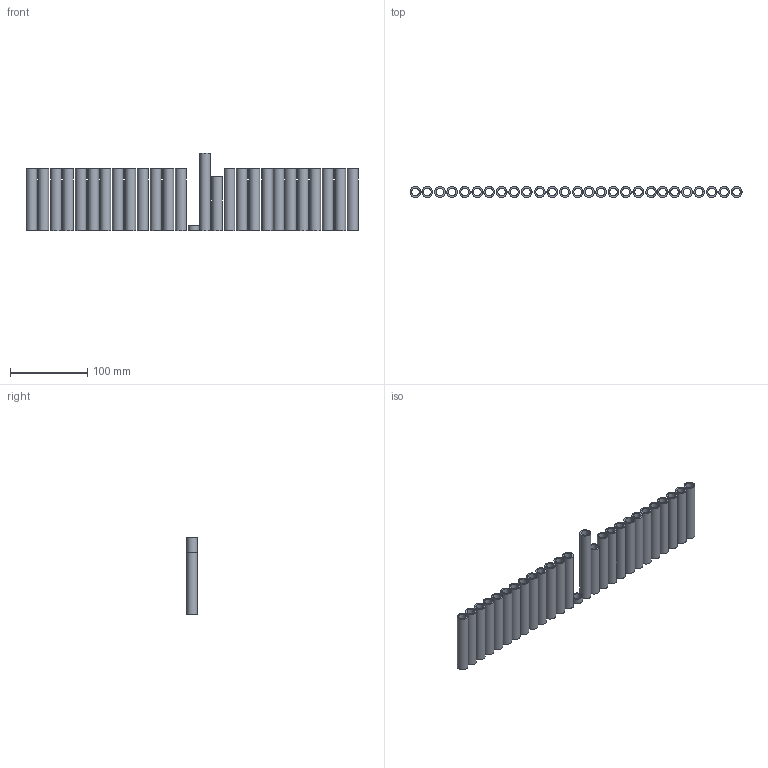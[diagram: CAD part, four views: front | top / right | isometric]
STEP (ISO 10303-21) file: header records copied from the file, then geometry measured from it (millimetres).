
FILE_DESCRIPTION(('FreeCAD Model'),'2;1');
FILE_NAME('Open CASCADE Shape Model','2022-10-27T18:25:31',('Author'),( ''),'Open CASCADE STEP processor 7.6','FreeCAD','Unknown');
FILE_SCHEMA(('AUTOMOTIVE_DESIGN { 1 0 10303 214 1 1 1 1 }'));
Length unit declared in the file: millimetre
Products named in the file (28): Unnamed; patch; D000; D001; D002; D003; D004; D005; D006; D007; D008; D009; D010; D011; D012; D013; D014; D015; D016; D017; D018; D019; D020; D021; D022; D023; D024; D025
Assembly tree (27 placements, depth 2):
  Unnamed
    patch
    D000
    D001
    D002
    D003
    D004
    D005
    D006
    D007
    D008
    D009
    D010
    D011
    D012
    D013
    D014
    D015
    D016
    D017
    D018
    D019
    D020
    D021
    D022
    D023
    D024
    D025
Bounding box: 430.92 x 14 x 100 mm (x, y, z)
Volume: 158110.1 mm3; surface area: 162181.6 mm2
Topology: 27 solids, 27 shells, 108 faces, 162 edges, 108 vertices
Faces by surface type: cylinder 54, plane 54
Full cylindrical faces by diameter (mm): 10 x27, 14 x27
Entity records: 5364 total; most frequent: DIRECTION 866, CARTESIAN_POINT 730, ORIENTED_EDGE 324, PCURVE 324, DEFINITIONAL_REPRESENTATION 324, LINE 270, VECTOR 270, AXIS2_PLACEMENT_3D 244
